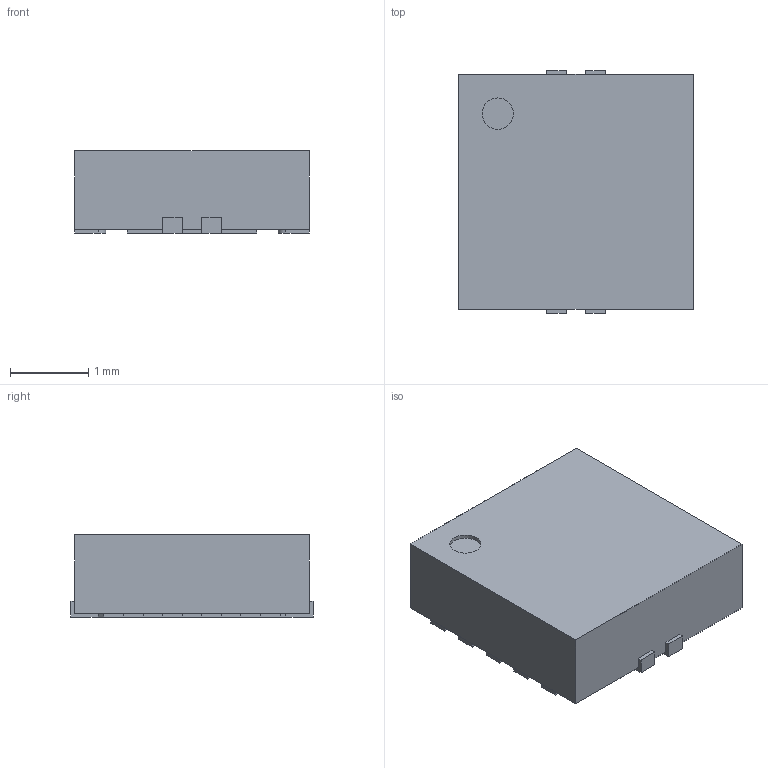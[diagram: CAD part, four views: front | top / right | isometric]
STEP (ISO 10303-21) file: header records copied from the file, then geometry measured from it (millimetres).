
FILE_DESCRIPTION(/* description */ (''),/* implementation_level */ '2;1');
FILE_NAME(/* name */ 'VSON(10) DRC0010J.step',/* time_stamp */ '2019-02-23T01:41:10+00:00',/* author */ ('eric.n.tech'),/* organization */ (''),/* preprocessor_version */ 'ST-DEVELOPER v17.2',/* originating_system */ 'Autodesk Translation Framework v7.6.0.251',/* authorisation */ '');
FILE_SCHEMA (('AUTOMOTIVE_DESIGN { 1 0 10303 214 3 1 1 }'));
Length unit declared in the file: millimetre
Products named in the file (1): VSON(10) DRC0010J
Bounding box: 3 x 3.1 x 1.05 mm (x, y, z)
Volume: 9.3 mm3; surface area: 42.1 mm2
Topology: 12 solids, 12 shells, 119 faces, 282 edges, 188 vertices
Faces by surface type: plane 98, cylinder 21
Full cylindrical faces by diameter (mm): 0.4 x1
Entity records: 3442 total; most frequent: CARTESIAN_POINT 590, ORIENTED_EDGE 564, DIRECTION 564, EDGE_CURVE 282, LINE 240, VECTOR 240, VERTEX_POINT 188, AXIS2_PLACEMENT_3D 162
